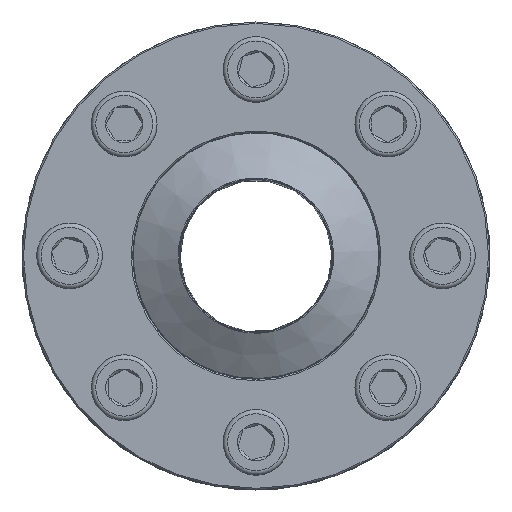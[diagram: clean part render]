
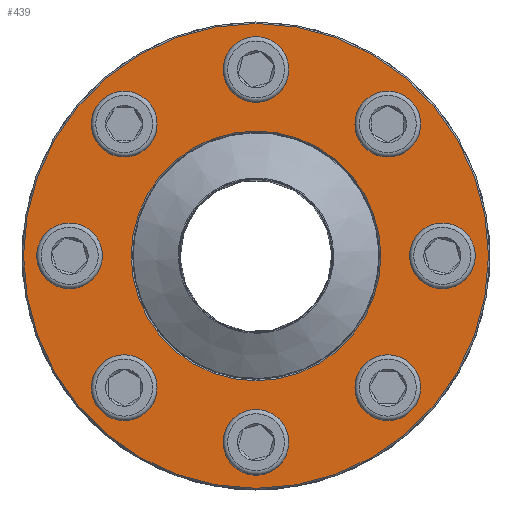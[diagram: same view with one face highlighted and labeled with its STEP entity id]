
A CAD part, top view. The second image highlights one B-rep face of the part: STEP entity #439.
In plain terms, the highlighted planar face has unit normal (0, 0, 1).
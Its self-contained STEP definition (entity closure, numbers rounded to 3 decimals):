
#409=PLANE('',#1683);
#439=ADVANCED_FACE('',(#580,#581,#582,#583,#584,#585,#586,#587,#588,#589),
#409,.T.);
#580=FACE_BOUND('',#761,.T.);
#581=FACE_BOUND('',#762,.T.);
#582=FACE_BOUND('',#763,.T.);
#583=FACE_BOUND('',#764,.T.);
#584=FACE_BOUND('',#765,.T.);
#585=FACE_BOUND('',#766,.T.);
#586=FACE_BOUND('',#767,.T.);
#587=FACE_BOUND('',#768,.T.);
#588=FACE_BOUND('',#769,.T.);
#589=FACE_BOUND('',#770,.T.);
#761=EDGE_LOOP('',(#973));
#762=EDGE_LOOP('',(#974));
#763=EDGE_LOOP('',(#975));
#764=EDGE_LOOP('',(#976));
#765=EDGE_LOOP('',(#977));
#766=EDGE_LOOP('',(#978));
#767=EDGE_LOOP('',(#979));
#768=EDGE_LOOP('',(#980));
#769=EDGE_LOOP('',(#981));
#770=EDGE_LOOP('',(#982));
#973=ORIENTED_EDGE('',*,*,#1409,.T.);
#974=ORIENTED_EDGE('',*,*,#1410,.T.);
#975=ORIENTED_EDGE('',*,*,#1411,.T.);
#976=ORIENTED_EDGE('',*,*,#1412,.T.);
#977=ORIENTED_EDGE('',*,*,#1413,.T.);
#978=ORIENTED_EDGE('',*,*,#1414,.T.);
#979=ORIENTED_EDGE('',*,*,#1415,.T.);
#980=ORIENTED_EDGE('',*,*,#1416,.T.);
#981=ORIENTED_EDGE('',*,*,#1417,.T.);
#982=ORIENTED_EDGE('',*,*,#1418,.T.);
#1283=VERTEX_POINT('',#2426);
#1284=VERTEX_POINT('',#2428);
#1285=VERTEX_POINT('',#2430);
#1286=VERTEX_POINT('',#2432);
#1287=VERTEX_POINT('',#2434);
#1288=VERTEX_POINT('',#2436);
#1289=VERTEX_POINT('',#2438);
#1290=VERTEX_POINT('',#2440);
#1291=VERTEX_POINT('',#2442);
#1292=VERTEX_POINT('',#2444);
#1409=EDGE_CURVE('',#1283,#1283,#1564,.T.);
#1410=EDGE_CURVE('',#1284,#1284,#1565,.T.);
#1411=EDGE_CURVE('',#1285,#1285,#1566,.T.);
#1412=EDGE_CURVE('',#1286,#1286,#1567,.T.);
#1413=EDGE_CURVE('',#1287,#1287,#1568,.T.);
#1414=EDGE_CURVE('',#1288,#1288,#1569,.T.);
#1415=EDGE_CURVE('',#1289,#1289,#1570,.T.);
#1416=EDGE_CURVE('',#1290,#1290,#1571,.T.);
#1417=EDGE_CURVE('',#1291,#1291,#1572,.T.);
#1418=EDGE_CURVE('',#1292,#1292,#1573,.T.);
#1564=CIRCLE('',#1673,16.5);
#1565=CIRCLE('',#1674,16.5);
#1566=CIRCLE('',#1675,16.5);
#1567=CIRCLE('',#1676,16.5);
#1568=CIRCLE('',#1677,16.5);
#1569=CIRCLE('',#1678,16.5);
#1570=CIRCLE('',#1679,16.5);
#1571=CIRCLE('',#1680,16.5);
#1572=CIRCLE('',#1681,159.);
#1573=CIRCLE('',#1682,85.4);
#1673=AXIS2_PLACEMENT_3D('',#2425,#1921,#1922);
#1674=AXIS2_PLACEMENT_3D('',#2427,#1923,#1924);
#1675=AXIS2_PLACEMENT_3D('',#2429,#1925,#1926);
#1676=AXIS2_PLACEMENT_3D('',#2431,#1927,#1928);
#1677=AXIS2_PLACEMENT_3D('',#2433,#1929,#1930);
#1678=AXIS2_PLACEMENT_3D('',#2435,#1931,#1932);
#1679=AXIS2_PLACEMENT_3D('',#2437,#1933,#1934);
#1680=AXIS2_PLACEMENT_3D('',#2439,#1935,#1936);
#1681=AXIS2_PLACEMENT_3D('',#2441,#1937,#1938);
#1682=AXIS2_PLACEMENT_3D('',#2443,#1939,#1940);
#1683=AXIS2_PLACEMENT_3D('',#2445,#1941,#1942);
#1921=DIRECTION('',(0.,0.,-1.));
#1922=DIRECTION('',(1.,0.,0.));
#1923=DIRECTION('',(0.,0.,-1.));
#1924=DIRECTION('',(1.,0.,0.));
#1925=DIRECTION('',(0.,0.,-1.));
#1926=DIRECTION('',(1.,0.,0.));
#1927=DIRECTION('',(0.,0.,-1.));
#1928=DIRECTION('',(1.,0.,0.));
#1929=DIRECTION('',(0.,0.,-1.));
#1930=DIRECTION('',(1.,0.,0.));
#1931=DIRECTION('',(0.,0.,-1.));
#1932=DIRECTION('',(1.,0.,0.));
#1933=DIRECTION('',(0.,0.,-1.));
#1934=DIRECTION('',(1.,0.,0.));
#1935=DIRECTION('',(0.,0.,-1.));
#1936=DIRECTION('',(1.,0.,0.));
#1937=DIRECTION('',(0.,0.,1.));
#1938=DIRECTION('',(1.,0.,0.));
#1939=DIRECTION('',(0.,0.,-1.));
#1940=DIRECTION('',(1.,0.,0.));
#1941=DIRECTION('',(0.,0.,1.));
#1942=DIRECTION('',(1.,0.,0.));
#2425=CARTESIAN_POINT('',(-127.5,0.,78.));
#2426=CARTESIAN_POINT('',(-111.,0.,78.));
#2427=CARTESIAN_POINT('',(-90.156,90.156,78.));
#2428=CARTESIAN_POINT('',(-73.656,90.156,78.));
#2429=CARTESIAN_POINT('',(0.,127.5,78.));
#2430=CARTESIAN_POINT('',(16.5,127.5,78.));
#2431=CARTESIAN_POINT('',(90.156,90.156,78.));
#2432=CARTESIAN_POINT('',(106.656,90.156,78.));
#2433=CARTESIAN_POINT('',(127.5,0.,78.));
#2434=CARTESIAN_POINT('',(144.,0.,78.));
#2435=CARTESIAN_POINT('',(90.156,-90.156,78.));
#2436=CARTESIAN_POINT('',(106.656,-90.156,78.));
#2437=CARTESIAN_POINT('',(0.,-127.5,78.));
#2438=CARTESIAN_POINT('',(16.5,-127.5,78.));
#2439=CARTESIAN_POINT('',(-90.156,-90.156,78.));
#2440=CARTESIAN_POINT('',(-73.656,-90.156,78.));
#2441=CARTESIAN_POINT('',(0.,0.,78.));
#2442=CARTESIAN_POINT('',(159.,0.,78.));
#2443=CARTESIAN_POINT('',(0.,0.,78.));
#2444=CARTESIAN_POINT('',(85.4,0.,78.));
#2445=CARTESIAN_POINT('',(0.,0.,78.));
